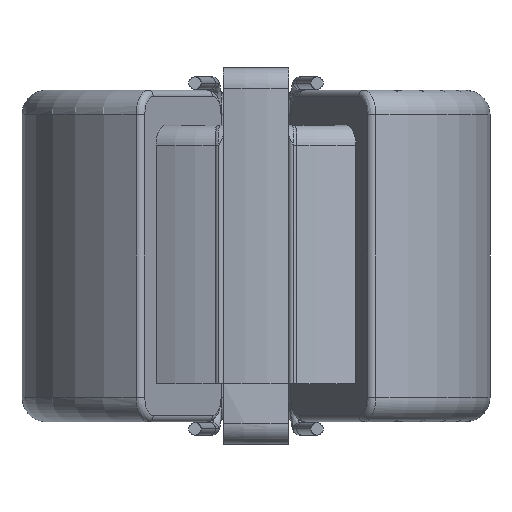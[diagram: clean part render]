
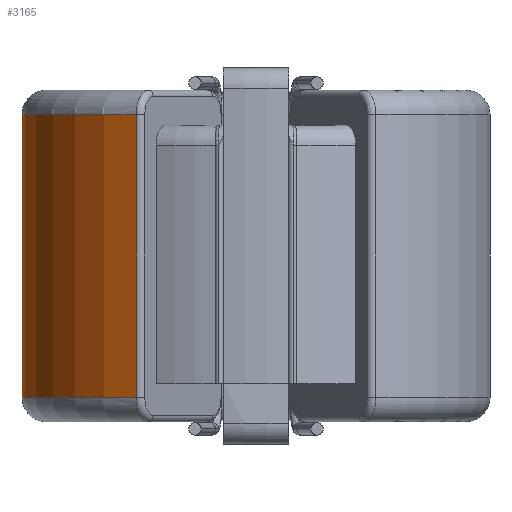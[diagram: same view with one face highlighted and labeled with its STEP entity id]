
A CAD part, front view. The second image highlights one B-rep face of the part: STEP entity #3165.
In plain terms, the highlighted cylindrical face has radius 11.5 mm (diameter 23 mm), a partial arc.
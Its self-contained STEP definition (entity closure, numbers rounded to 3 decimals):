
#159 = EDGE_CURVE ( 'NONE', #1247, #5629, #965, .T. ) ;
#182 = EDGE_LOOP ( 'NONE', ( #1635, #5284, #9449, #12449 ) ) ;
#892 = CARTESIAN_POINT ( 'NONE',  ( -11.5, 0., 6.95 ) ) ;
#965 = CIRCLE ( 'NONE', #1953, 11.5 ) ;
#1121 = EDGE_CURVE ( 'NONE', #7296, #1247, #11924, .T. ) ;
#1197 = CARTESIAN_POINT ( 'NONE',  ( -5.883, -9.882, -6.95 ) ) ;
#1247 = VERTEX_POINT ( 'NONE', #11636 ) ;
#1635 = ORIENTED_EDGE ( 'NONE', *, *, #8874, .T. ) ;
#1953 = AXIS2_PLACEMENT_3D ( 'NONE', #12578, #6732, #12492 ) ;
#2314 = EDGE_CURVE ( 'NONE', #5629, #6199, #7713, .T. ) ;
#2778 = VECTOR ( 'NONE', #9652, 1000. ) ;
#3165 = ADVANCED_FACE ( 'NONE', ( #7532 ), #10429, .T. ) ;
#5284 = ORIENTED_EDGE ( 'NONE', *, *, #1121, .T. ) ;
#5629 = VERTEX_POINT ( 'NONE', #1197 ) ;
#5701 = CARTESIAN_POINT ( 'NONE',  ( 0., 0., 8.15 ) ) ;
#6199 = VERTEX_POINT ( 'NONE', #12197 ) ;
#6685 = DIRECTION ( 'NONE',  ( 1., 0., 0. ) ) ;
#6732 = DIRECTION ( 'NONE',  ( 0., 0., 1. ) ) ;
#7296 = VERTEX_POINT ( 'NONE', #892 ) ;
#7351 = DIRECTION ( 'NONE',  ( 0., 0., -1. ) ) ;
#7532 = FACE_OUTER_BOUND ( 'NONE', #182, .T. ) ;
#7713 = LINE ( 'NONE', #11464, #2778 ) ;
#7759 = DIRECTION ( 'NONE',  ( 0., 0., -1. ) ) ;
#7827 = CIRCLE ( 'NONE', #8857, 11.5 ) ;
#8389 = CARTESIAN_POINT ( 'NONE',  ( -11.5, 0., 8.15 ) ) ;
#8586 = DIRECTION ( 'NONE',  ( -1., 0., 0. ) ) ;
#8756 = VECTOR ( 'NONE', #7351, 1000. ) ;
#8857 = AXIS2_PLACEMENT_3D ( 'NONE', #10622, #9638, #6685 ) ;
#8874 = EDGE_CURVE ( 'NONE', #6199, #7296, #7827, .T. ) ;
#9449 = ORIENTED_EDGE ( 'NONE', *, *, #159, .T. ) ;
#9638 = DIRECTION ( 'NONE',  ( 0., 0., -1. ) ) ;
#9652 = DIRECTION ( 'NONE',  ( 0., 0., 1. ) ) ;
#10429 = CYLINDRICAL_SURFACE ( 'NONE', #11325, 11.5 ) ;
#10622 = CARTESIAN_POINT ( 'NONE',  ( 0., 0., 6.95 ) ) ;
#11325 = AXIS2_PLACEMENT_3D ( 'NONE', #5701, #7759, #8586 ) ;
#11464 = CARTESIAN_POINT ( 'NONE',  ( -5.883, -9.882, 8.15 ) ) ;
#11636 = CARTESIAN_POINT ( 'NONE',  ( -11.5, 0., -6.95 ) ) ;
#11924 = LINE ( 'NONE', #8389, #8756 ) ;
#12197 = CARTESIAN_POINT ( 'NONE',  ( -5.883, -9.882, 6.95 ) ) ;
#12449 = ORIENTED_EDGE ( 'NONE', *, *, #2314, .T. ) ;
#12492 = DIRECTION ( 'NONE',  ( 1., 0., 0. ) ) ;
#12578 = CARTESIAN_POINT ( 'NONE',  ( 0., 0., -6.95 ) ) ;
